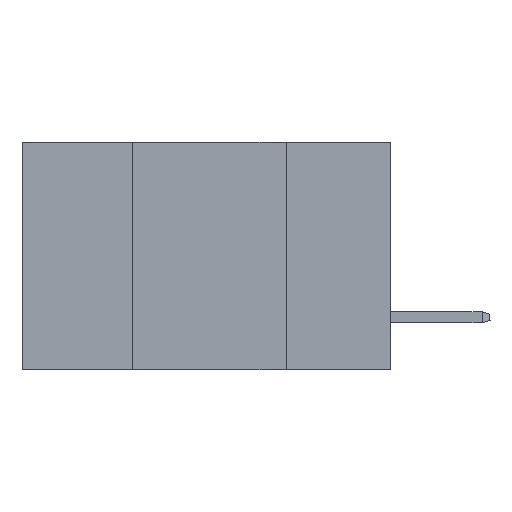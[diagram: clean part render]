
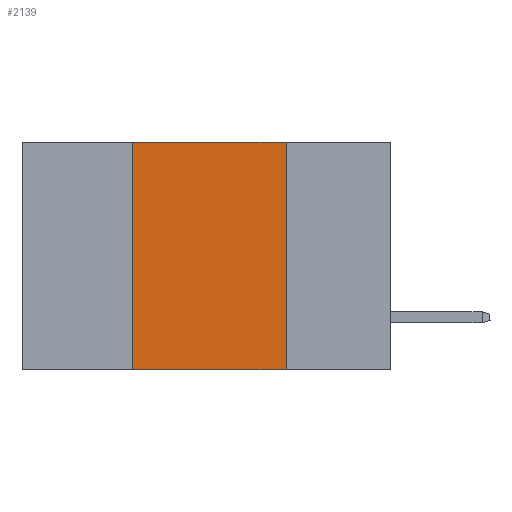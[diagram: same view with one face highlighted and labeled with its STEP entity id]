
A CAD part, left-side view. The second image highlights one B-rep face of the part: STEP entity #2139.
In plain terms, the highlighted planar face has unit normal (-1, 0, 0).
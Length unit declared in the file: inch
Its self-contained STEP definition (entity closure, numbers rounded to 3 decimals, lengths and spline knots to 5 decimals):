
#220 = AXIS2_PLACEMENT_3D ( 'NONE', #16166, #12364, #14473 ) ;
#1282 = VERTEX_POINT ( 'NONE', #17061 ) ;
#1698 = ORIENTED_EDGE ( 'NONE', *, *, #17930, .F. ) ;
#1989 = EDGE_CURVE ( 'NONE', #1282, #2923, #23970, .T. ) ;
#2127 = VERTEX_POINT ( 'NONE', #22578 ) ;
#2139 = ADVANCED_FACE ( 'NONE', ( #16178 ), #15880, .F. ) ;
#2923 = VERTEX_POINT ( 'NONE', #4583 ) ;
#3419 = CARTESIAN_POINT ( 'NONE',  ( 0., 0.42, -0.37 ) ) ;
#4224 = CARTESIAN_POINT ( 'NONE',  ( 0., 0.17, 0. ) ) ;
#4583 = CARTESIAN_POINT ( 'NONE',  ( 0., 0.17, -0.37 ) ) ;
#4763 = ORIENTED_EDGE ( 'NONE', *, *, #23641, .F. ) ;
#5372 = CARTESIAN_POINT ( 'NONE',  ( 0., 0.6, 0. ) ) ;
#12021 = LINE ( 'NONE', #5372, #25574 ) ;
#12364 = DIRECTION ( 'NONE',  ( 1., 0., 0. ) ) ;
#14473 = DIRECTION ( 'NONE',  ( 0., 0., -1. ) ) ;
#15440 = LINE ( 'NONE', #23485, #17491 ) ;
#15880 = PLANE ( 'NONE',  #220 ) ;
#16166 = CARTESIAN_POINT ( 'NONE',  ( 0., 0.6, 0. ) ) ;
#16178 = FACE_OUTER_BOUND ( 'NONE', #19351, .T. ) ;
#17061 = CARTESIAN_POINT ( 'NONE',  ( 0., 0.17, 0. ) ) ;
#17491 = VECTOR ( 'NONE', #17670, 39.37008 ) ;
#17670 = DIRECTION ( 'NONE',  ( 0., 0., 1. ) ) ;
#17678 = DIRECTION ( 'NONE',  ( 0., 0., -1. ) ) ;
#17930 = EDGE_CURVE ( 'NONE', #23660, #2127, #15440, .T. ) ;
#19351 = EDGE_LOOP ( 'NONE', ( #20098, #4763, #1698, #19369 ) ) ;
#19369 = ORIENTED_EDGE ( 'NONE', *, *, #26314, .T. ) ;
#20098 = ORIENTED_EDGE ( 'NONE', *, *, #1989, .F. ) ;
#20839 = DIRECTION ( 'NONE',  ( 0., -1., 0. ) ) ;
#22578 = CARTESIAN_POINT ( 'NONE',  ( 0., 0.42, 0. ) ) ;
#23485 = CARTESIAN_POINT ( 'NONE',  ( 0., 0.42, 0. ) ) ;
#23641 = EDGE_CURVE ( 'NONE', #2127, #1282, #12021, .T. ) ;
#23660 = VERTEX_POINT ( 'NONE', #3419 ) ;
#23970 = LINE ( 'NONE', #4224, #27711 ) ;
#24092 = VECTOR ( 'NONE', #26177, 39.37008 ) ;
#25574 = VECTOR ( 'NONE', #20839, 39.37008 ) ;
#26088 = CARTESIAN_POINT ( 'NONE',  ( 0., 0.6, -0.37 ) ) ;
#26177 = DIRECTION ( 'NONE',  ( 0., -1., 0. ) ) ;
#26314 = EDGE_CURVE ( 'NONE', #23660, #2923, #26471, .T. ) ;
#26471 = LINE ( 'NONE', #26088, #24092 ) ;
#27711 = VECTOR ( 'NONE', #17678, 39.37008 ) ;
